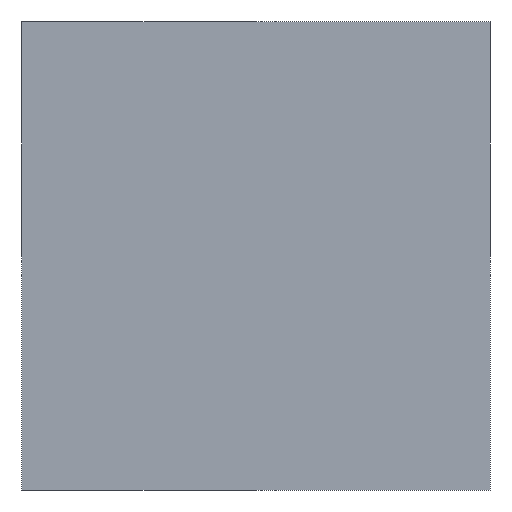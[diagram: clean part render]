
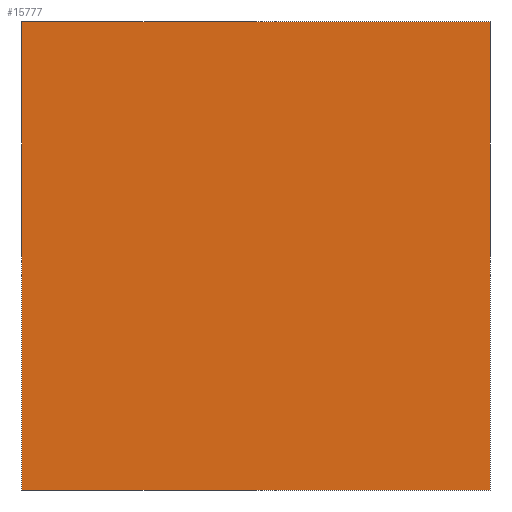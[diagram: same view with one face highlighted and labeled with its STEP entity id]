
A CAD part, front view. The second image highlights one B-rep face of the part: STEP entity #15777.
In plain terms, the highlighted planar face has unit normal (0, -1, 0).
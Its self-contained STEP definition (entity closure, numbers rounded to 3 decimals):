
#813 = CARTESIAN_POINT ( 'NONE',  ( 15.9, -0.5, -15.9 ) ) ;
#1844 = EDGE_CURVE ( 'NONE', #5160, #5870, #22196, .T. ) ;
#3285 = PLANE ( 'NONE',  #20084 ) ;
#3899 = EDGE_CURVE ( 'NONE', #34670, #22653, #10467, .T. ) ;
#4229 = CARTESIAN_POINT ( 'NONE',  ( -15.9, -0.5, -15.9 ) ) ;
#4632 = DIRECTION ( 'NONE',  ( 0., 0., -1. ) ) ;
#5160 = VERTEX_POINT ( 'NONE', #22992 ) ;
#5870 = VERTEX_POINT ( 'NONE', #813 ) ;
#5989 = CARTESIAN_POINT ( 'NONE',  ( 15.9, -0.5, -15.9 ) ) ;
#9993 = VECTOR ( 'NONE', #33426, 1000. ) ;
#10467 = LINE ( 'NONE', #24584, #9993 ) ;
#11565 = VECTOR ( 'NONE', #4632, 1000. ) ;
#12651 = CARTESIAN_POINT ( 'NONE',  ( -15.9, -0.5, 15.9 ) ) ;
#12906 = CARTESIAN_POINT ( 'NONE',  ( -15.9, -0.5, 15.9 ) ) ;
#14921 = DIRECTION ( 'NONE',  ( 0., -1., 0. ) ) ;
#15590 = CARTESIAN_POINT ( 'NONE',  ( -15.9, -0.5, -15.9 ) ) ;
#15777 = ADVANCED_FACE ( 'NONE', ( #35033 ), #3285, .T. ) ;
#16719 = VECTOR ( 'NONE', #33538, 1000. ) ;
#16778 = EDGE_CURVE ( 'NONE', #5870, #34670, #30346, .T. ) ;
#18532 = DIRECTION ( 'NONE',  ( 0., 0., -1. ) ) ;
#18914 = DIRECTION ( 'NONE',  ( -1., 0., 0. ) ) ;
#19635 = EDGE_CURVE ( 'NONE', #22653, #5160, #37900, .T. ) ;
#20084 = AXIS2_PLACEMENT_3D ( 'NONE', #5989, #14921, #18532 ) ;
#22196 = LINE ( 'NONE', #33785, #11565 ) ;
#22653 = VERTEX_POINT ( 'NONE', #12651 ) ;
#22992 = CARTESIAN_POINT ( 'NONE',  ( 15.9, -0.5, 15.9 ) ) ;
#24584 = CARTESIAN_POINT ( 'NONE',  ( -15.9, -0.5, 15.9 ) ) ;
#30346 = LINE ( 'NONE', #15590, #31243 ) ;
#31243 = VECTOR ( 'NONE', #18914, 1000. ) ;
#31690 = ORIENTED_EDGE ( 'NONE', *, *, #1844, .F. ) ;
#32321 = EDGE_LOOP ( 'NONE', ( #31690, #35586, #35432, #35394 ) ) ;
#33426 = DIRECTION ( 'NONE',  ( 0., 0., 1. ) ) ;
#33538 = DIRECTION ( 'NONE',  ( 1., 0., 0. ) ) ;
#33785 = CARTESIAN_POINT ( 'NONE',  ( 15.9, -0.5, 15.9 ) ) ;
#34670 = VERTEX_POINT ( 'NONE', #4229 ) ;
#35033 = FACE_OUTER_BOUND ( 'NONE', #32321, .T. ) ;
#35394 = ORIENTED_EDGE ( 'NONE', *, *, #16778, .F. ) ;
#35432 = ORIENTED_EDGE ( 'NONE', *, *, #3899, .F. ) ;
#35586 = ORIENTED_EDGE ( 'NONE', *, *, #19635, .F. ) ;
#37900 = LINE ( 'NONE', #12906, #16719 ) ;
